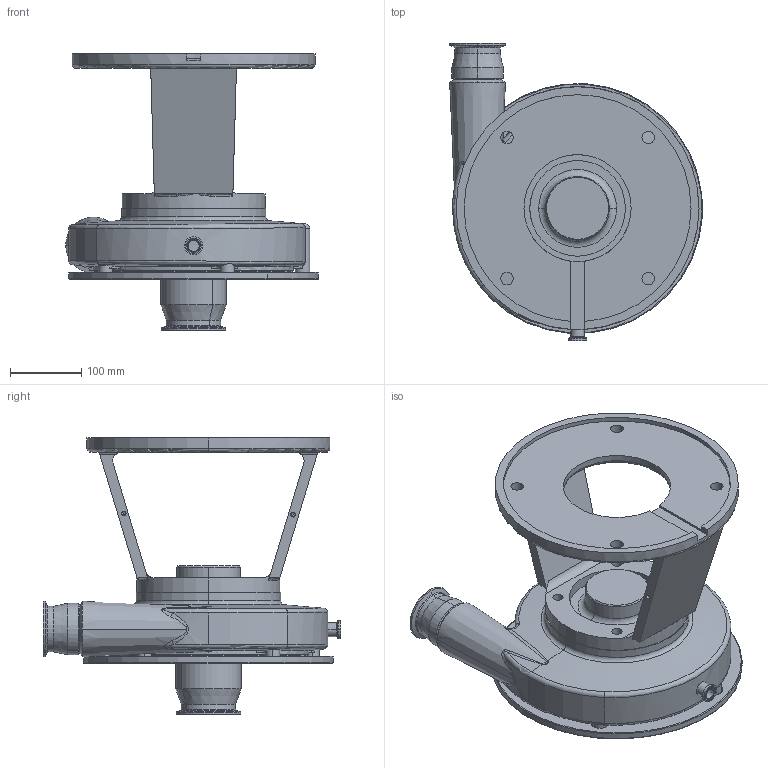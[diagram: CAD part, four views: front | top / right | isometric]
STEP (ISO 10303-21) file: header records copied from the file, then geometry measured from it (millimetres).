
FILE_DESCRIPTION (( 'STEP AP214' ), '1' );
FILE_NAME ('FPX 3551-3552 320TSC VERT 3-4 In STRAIGHT DRAIN.STEP', '2023-01-16T17:47:43', ( '' ), ( '' ), 'SwSTEP 2.0', 'SolidWorks 2021', '' );
FILE_SCHEMA (( 'AUTOMOTIVE_DESIGN' ));
Length unit declared in the file: millimetre
Products named in the file (1): FPX 3551-3552 320TSC VERT 3-4 In STRAIGHT DRAIN
Bounding box: 353.57 x 416 x 386.5 mm (x, y, z)
Volume: 8219270.5 mm3; surface area: 831098.1 mm2
Topology: 2 solids, 5 shells, 421 faces, 1020 edges, 618 vertices
Faces by surface type: cylinder 153, cone 82, plane 81, torus 63, bspline 36, sphere 6
Entity records: 17418 total; most frequent: CARTESIAN_POINT 7809, DIRECTION 2022, ORIENTED_EDGE 2006, EDGE_CURVE 1003, AXIS2_PLACEMENT_3D 854, VERTEX_POINT 618, EDGE_LOOP 473, CIRCLE 468
